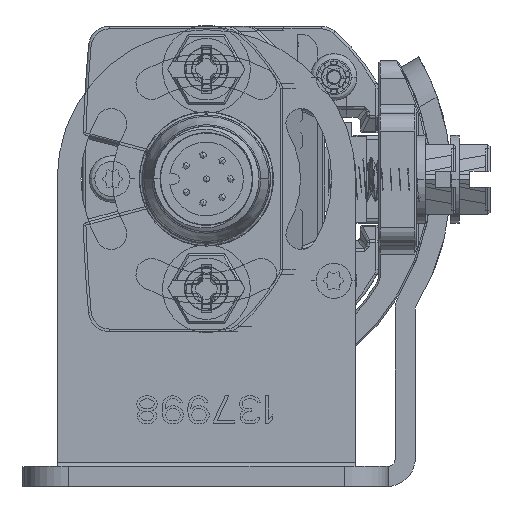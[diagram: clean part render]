
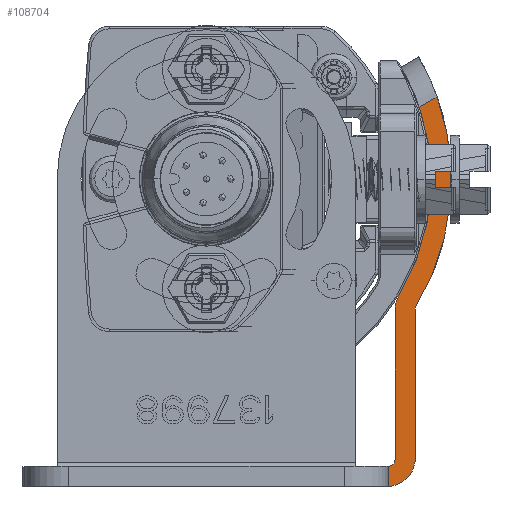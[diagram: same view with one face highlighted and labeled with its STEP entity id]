
A CAD part, front view. The second image highlights one B-rep face of the part: STEP entity #108704.
In plain terms, the highlighted face is planar.
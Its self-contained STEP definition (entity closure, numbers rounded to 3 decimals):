
#103943=CARTESIAN_POINT('',(26.271,9.394,15.));
#103971=CARTESIAN_POINT('',(24.243,8.223,15.));
#104013=DIRECTION('',(-0.866,-0.5,0.));
#104014=VECTOR('',#104013,2.341);
#104015=CARTESIAN_POINT('',(26.271,9.394,15.));
#104016=LINE('',#104015,#104014);
#104017=CARTESIAN_POINT('',(0.,0.,15.));
#104018=DIRECTION('',(0.,0.,1.));
#104019=DIRECTION('',(0.857,-0.515,0.));
#104020=AXIS2_PLACEMENT_3D('',#104017,#104018,#104019);
#104022=DIRECTION('',(0.,1.,0.));
#104023=VECTOR('',#104022,16.917);
#104024=CARTESIAN_POINT('',(23.8,-31.7,15.));
#104025=LINE('',#104024,#104023);
#104026=CARTESIAN_POINT('',(20.5,-31.7,15.));
#104027=DIRECTION('',(0.,0.,1.));
#104028=DIRECTION('',(0.,-1.,0.));
#104029=AXIS2_PLACEMENT_3D('',#104026,#104027,#104028);
#104031=DIRECTION('',(1.,0.,0.));
#104032=VECTOR('',#104031,36.5);
#104033=CARTESIAN_POINT('',(-16.,-35.,15.));
#104034=LINE('',#104033,#104032);
#104035=DIRECTION('',(0.,-1.,0.));
#104036=VECTOR('',#104035,2.3);
#104037=CARTESIAN_POINT('',(-16.,-32.7,15.));
#104038=LINE('',#104037,#104036);
#104039=DIRECTION('',(-1.,0.,0.));
#104040=VECTOR('',#104039,36.7);
#104041=CARTESIAN_POINT('',(20.7,-32.7,15.));
#104042=LINE('',#104041,#104040);
#104043=DIRECTION('',(0.,-1.,0.));
#104044=VECTOR('',#104043,17.062);
#104045=CARTESIAN_POINT('',(21.5,-14.838,15.));
#104046=LINE('',#104045,#104044);
#104047=CARTESIAN_POINT('',(24.8,-14.838,15.));
#104048=DIRECTION('',(0.,0.,1.));
#104049=DIRECTION('',(-0.858,0.513,0.));
#104050=AXIS2_PLACEMENT_3D('',#104047,#104048,#104049);
#104052=CARTESIAN_POINT('',(0.,0.,15.));
#104053=DIRECTION('',(0.,0.,-1.));
#104054=DIRECTION('',(0.947,0.321,0.));
#104055=AXIS2_PLACEMENT_3D('',#104052,#104053,#104054);
#104062=CARTESIAN_POINT('',(24.6,-14.783,15.));
#104063=DIRECTION('',(0.,0.,-1.));
#104064=DIRECTION('',(-1.,0.,0.));
#104065=AXIS2_PLACEMENT_3D('',#104062,#104063,#104064);
#104232=CARTESIAN_POINT('',(20.7,-31.9,15.));
#104233=DIRECTION('',(0.,0.,-1.));
#104234=DIRECTION('',(1.,0.,0.));
#104235=AXIS2_PLACEMENT_3D('',#104232,#104233,#104234);
#107426=CARTESIAN_POINT('',(23.914,-14.371,15.));
#107428=VERTEX_POINT('',#107426);
#107430=CARTESIAN_POINT('',(23.8,-14.783,15.));
#107432=VERTEX_POINT('',#107430);
#107434=CARTESIAN_POINT('',(20.7,-32.7,15.));
#107436=VERTEX_POINT('',#107434);
#107438=CARTESIAN_POINT('',(21.5,-31.9,15.));
#107440=VERTEX_POINT('',#107438);
#107445=CARTESIAN_POINT('',(20.5,-35.,15.));
#107446=VERTEX_POINT('',#107445);
#107447=CARTESIAN_POINT('',(23.8,-31.7,15.));
#107448=VERTEX_POINT('',#107447);
#107453=CARTESIAN_POINT('',(21.968,-13.144,15.));
#107454=VERTEX_POINT('',#107453);
#107455=CARTESIAN_POINT('',(21.5,-14.838,15.));
#107456=VERTEX_POINT('',#107455);
#107473=VERTEX_POINT('',#103971);
#107477=VERTEX_POINT('',#103943);
#107491=CARTESIAN_POINT('',(-16.,-35.,15.));
#107493=VERTEX_POINT('',#107491);
#107497=CARTESIAN_POINT('',(-16.,-32.7,15.));
#107498=VERTEX_POINT('',#107497);
#108676=CARTESIAN_POINT('',(0.,0.,15.));
#108677=DIRECTION('',(0.,0.,1.));
#108678=DIRECTION('',(1.,0.,0.));
#108679=AXIS2_PLACEMENT_3D('',#108676,#108677,#108678);
#108680=PLANE('',#108679);
#108681=ORIENTED_EDGE('',*,*,#108644,.F.);
#108682=ORIENTED_EDGE('',*,*,#108619,.F.);
#108684=ORIENTED_EDGE('',*,*,#108683,.F.);
#108686=ORIENTED_EDGE('',*,*,#108685,.F.);
#108688=ORIENTED_EDGE('',*,*,#108687,.F.);
#108690=ORIENTED_EDGE('',*,*,#108689,.F.);
#108692=ORIENTED_EDGE('',*,*,#108691,.F.);
#108694=ORIENTED_EDGE('',*,*,#108693,.F.);
#108696=ORIENTED_EDGE('',*,*,#108695,.F.);
#108698=ORIENTED_EDGE('',*,*,#108697,.F.);
#108700=ORIENTED_EDGE('',*,*,#108699,.F.);
#108701=ORIENTED_EDGE('',*,*,#108655,.F.);
#108702=EDGE_LOOP('',(#108681,#108682,#108684,#108686,#108688,#108690,#108692,
#108694,#108696,#108698,#108700,#108701));
#108703=FACE_OUTER_BOUND('',#108702,.F.);
#108704=ADVANCED_FACE('',(#108703),#108680,.T.);
#104021=CIRCLE('',#104020,27.9);
#104030=CIRCLE('',#104029,3.3);
#104051=CIRCLE('',#104050,3.3);
#104056=CIRCLE('',#104055,25.6);
#104066=CIRCLE('',#104065,0.8);
#104236=CIRCLE('',#104235,0.8);
#108619=EDGE_CURVE('',#107428,#107477,#104021,.T.);
#108644=EDGE_CURVE('',#107477,#107473,#104016,.T.);
#108655=EDGE_CURVE('',#107473,#107454,#104056,.T.);
#108683=EDGE_CURVE('',#107432,#107428,#104066,.T.);
#108685=EDGE_CURVE('',#107448,#107432,#104025,.T.);
#108687=EDGE_CURVE('',#107446,#107448,#104030,.T.);
#108689=EDGE_CURVE('',#107493,#107446,#104034,.T.);
#108691=EDGE_CURVE('',#107498,#107493,#104038,.T.);
#108693=EDGE_CURVE('',#107436,#107498,#104042,.T.);
#108695=EDGE_CURVE('',#107440,#107436,#104236,.T.);
#108697=EDGE_CURVE('',#107456,#107440,#104046,.T.);
#108699=EDGE_CURVE('',#107454,#107456,#104051,.T.);
